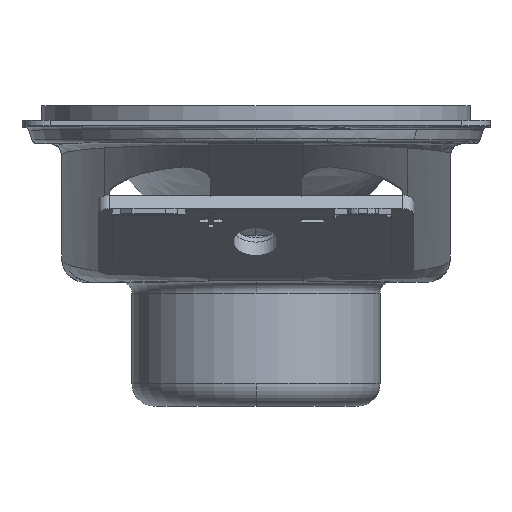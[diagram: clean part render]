
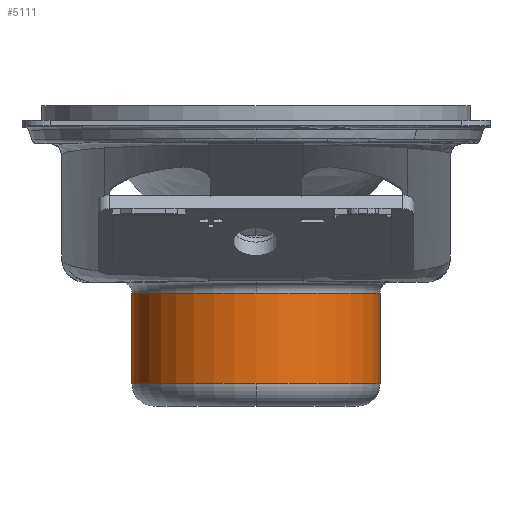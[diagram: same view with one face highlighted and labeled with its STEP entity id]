
A CAD part, top view. The second image highlights one B-rep face of the part: STEP entity #5111.
In plain terms, the highlighted cylindrical face has radius 11 mm (diameter 22 mm), a partial arc.
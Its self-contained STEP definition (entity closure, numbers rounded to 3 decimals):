
#350 = CARTESIAN_POINT ( 'NONE',  ( 11., -14.8, 0. ) ) ;
#631 = DIRECTION ( 'NONE',  ( 0., 1., 0. ) ) ;
#697 = VERTEX_POINT ( 'NONE', #28701 ) ;
#2904 = EDGE_CURVE ( 'NONE', #26390, #14861, #27871, .T. ) ;
#2950 = VECTOR ( 'NONE', #24768, 1000. ) ;
#3418 = ORIENTED_EDGE ( 'NONE', *, *, #6940, .T. ) ;
#3976 = CARTESIAN_POINT ( 'NONE',  ( 11., -13.8, 0. ) ) ;
#4038 = DIRECTION ( 'NONE',  ( 0., -1., 0. ) ) ;
#4415 = CARTESIAN_POINT ( 'NONE',  ( 0., -14.8, 0. ) ) ;
#5111 = ADVANCED_FACE ( 'NONE', ( #10568 ), #22840, .T. ) ;
#5291 = ORIENTED_EDGE ( 'NONE', *, *, #27120, .F. ) ;
#6166 = ORIENTED_EDGE ( 'NONE', *, *, #9427, .F. ) ;
#6803 = DIRECTION ( 'NONE',  ( -1., 0., 0. ) ) ;
#6940 = EDGE_CURVE ( 'NONE', #697, #7365, #9411, .T. ) ;
#7071 = AXIS2_PLACEMENT_3D ( 'NONE', #22478, #631, #24967 ) ;
#7276 = DIRECTION ( 'NONE',  ( -1., 0., 0. ) ) ;
#7365 = VERTEX_POINT ( 'NONE', #20750 ) ;
#7637 = CIRCLE ( 'NONE', #9478, 11. ) ;
#8519 = AXIS2_PLACEMENT_3D ( 'NONE', #4415, #16959, #23911 ) ;
#9168 = DIRECTION ( 'NONE',  ( 1., 0., 0. ) ) ;
#9411 = LINE ( 'NONE', #19806, #2950 ) ;
#9427 = EDGE_CURVE ( 'NONE', #17199, #26390, #26255, .T. ) ;
#9478 = AXIS2_PLACEMENT_3D ( 'NONE', #17034, #26585, #7276 ) ;
#9816 = EDGE_CURVE ( 'NONE', #27666, #17199, #19313, .T. ) ;
#10568 = FACE_OUTER_BOUND ( 'NONE', #12559, .T. ) ;
#12220 = CARTESIAN_POINT ( 'NONE',  ( 0., -14.8, 11. ) ) ;
#12443 = AXIS2_PLACEMENT_3D ( 'NONE', #21188, #4038, #6803 ) ;
#12559 = EDGE_LOOP ( 'NONE', ( #5291, #3418, #16054, #20028, #6166, #20022 ) ) ;
#13205 = VECTOR ( 'NONE', #21117, 1000. ) ;
#14111 = DIRECTION ( 'NONE',  ( 0., -1., 0. ) ) ;
#14861 = VERTEX_POINT ( 'NONE', #17378 ) ;
#16054 = ORIENTED_EDGE ( 'NONE', *, *, #23386, .F. ) ;
#16959 = DIRECTION ( 'NONE',  ( 0., 1., 0. ) ) ;
#17034 = CARTESIAN_POINT ( 'NONE',  ( 0., -22.8, 0. ) ) ;
#17199 = VERTEX_POINT ( 'NONE', #350 ) ;
#17378 = CARTESIAN_POINT ( 'NONE',  ( 0., -22.8, 11. ) ) ;
#18598 = CARTESIAN_POINT ( 'NONE',  ( 11., -22.8, 0. ) ) ;
#18906 = CARTESIAN_POINT ( 'NONE',  ( 0., -13.8, 0. ) ) ;
#19313 = CIRCLE ( 'NONE', #8519, 11. ) ;
#19806 = CARTESIAN_POINT ( 'NONE',  ( -11., -13.8, 0. ) ) ;
#20022 = ORIENTED_EDGE ( 'NONE', *, *, #9816, .F. ) ;
#20028 = ORIENTED_EDGE ( 'NONE', *, *, #2904, .F. ) ;
#20750 = CARTESIAN_POINT ( 'NONE',  ( -11., -22.8, 0. ) ) ;
#21117 = DIRECTION ( 'NONE',  ( 0., -1., 0. ) ) ;
#21188 = CARTESIAN_POINT ( 'NONE',  ( 0., -22.8, 0. ) ) ;
#22478 = CARTESIAN_POINT ( 'NONE',  ( 0., -14.8, 0. ) ) ;
#22840 = CYLINDRICAL_SURFACE ( 'NONE', #31601, 11. ) ;
#23386 = EDGE_CURVE ( 'NONE', #14861, #7365, #7637, .T. ) ;
#23911 = DIRECTION ( 'NONE',  ( -1., 0., 0. ) ) ;
#24768 = DIRECTION ( 'NONE',  ( 0., -1., 0. ) ) ;
#24967 = DIRECTION ( 'NONE',  ( -1., 0., 0. ) ) ;
#26255 = LINE ( 'NONE', #3976, #13205 ) ;
#26390 = VERTEX_POINT ( 'NONE', #18598 ) ;
#26585 = DIRECTION ( 'NONE',  ( 0., -1., 0. ) ) ;
#27120 = EDGE_CURVE ( 'NONE', #697, #27666, #31410, .T. ) ;
#27666 = VERTEX_POINT ( 'NONE', #12220 ) ;
#27871 = CIRCLE ( 'NONE', #12443, 11. ) ;
#28701 = CARTESIAN_POINT ( 'NONE',  ( -11., -14.8, 0. ) ) ;
#31410 = CIRCLE ( 'NONE', #7071, 11. ) ;
#31601 = AXIS2_PLACEMENT_3D ( 'NONE', #18906, #14111, #9168 ) ;
